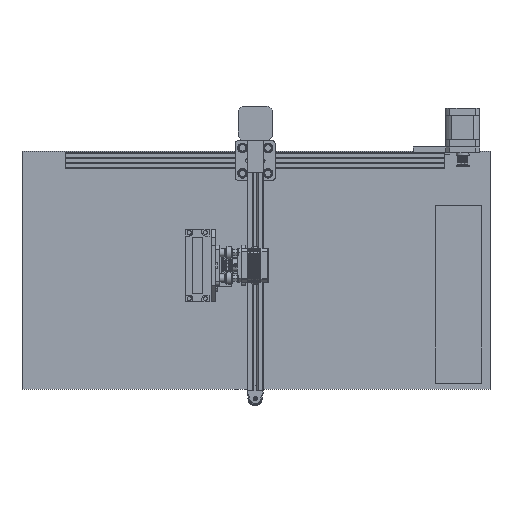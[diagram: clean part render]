
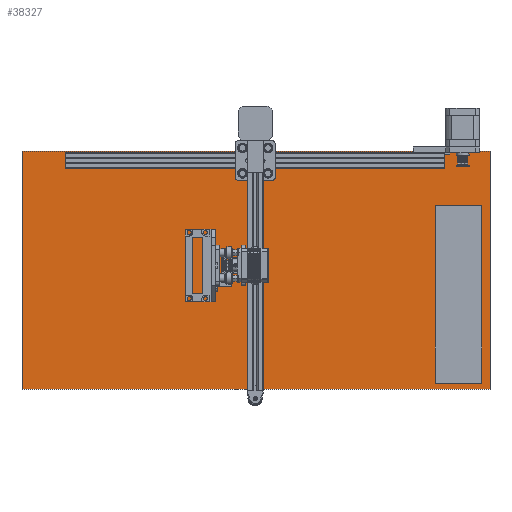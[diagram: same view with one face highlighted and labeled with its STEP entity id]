
A CAD part, top view. The second image highlights one B-rep face of the part: STEP entity #38327.
In plain terms, the highlighted planar face has unit normal (0, 0, 1).
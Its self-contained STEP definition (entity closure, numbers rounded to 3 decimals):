
#3660=LINE('',#65101,#6704);
#3663=LINE('',#65107,#6707);
#3666=LINE('',#65113,#6710);
#3669=LINE('',#65117,#6713);
#6704=VECTOR('',#52146,10.);
#6707=VECTOR('',#52151,10.);
#6710=VECTOR('',#52156,10.);
#6713=VECTOR('',#52161,10.);
#9619=FACE_OUTER_BOUND('',#11982,.T.);
#11982=EDGE_LOOP('',(#31374,#31375,#31376,#31377));
#17507=VERTEX_POINT('',#65098);
#17508=VERTEX_POINT('',#65100);
#17510=VERTEX_POINT('',#65106);
#17512=VERTEX_POINT('',#65112);
#22345=EDGE_CURVE('',#17508,#17507,#3660,.T.);
#22348=EDGE_CURVE('',#17510,#17508,#3663,.T.);
#22351=EDGE_CURVE('',#17512,#17510,#3666,.T.);
#22354=EDGE_CURVE('',#17507,#17512,#3669,.T.);
#31374=ORIENTED_EDGE('',*,*,#22354,.T.);
#31375=ORIENTED_EDGE('',*,*,#22351,.T.);
#31376=ORIENTED_EDGE('',*,*,#22348,.T.);
#31377=ORIENTED_EDGE('',*,*,#22345,.T.);
#36315=PLANE('',#42464);
#38327=ADVANCED_FACE('',(#9619),#36315,.T.);
#42464=AXIS2_PLACEMENT_3D('',#65118,#52162,#52163);
#52146=DIRECTION('',(0.,-1.,0.));
#52151=DIRECTION('',(-1.,0.,0.));
#52156=DIRECTION('',(0.,1.,0.));
#52161=DIRECTION('',(1.,0.,0.));
#52162=DIRECTION('center_axis',(0.,0.,1.));
#52163=DIRECTION('ref_axis',(1.,0.,0.));
#65098=CARTESIAN_POINT('',(-290.,-147.5,12.3));
#65100=CARTESIAN_POINT('',(-290.,147.5,12.3));
#65101=CARTESIAN_POINT('',(-290.,-147.5,12.3));
#65106=CARTESIAN_POINT('',(290.,147.5,12.3));
#65107=CARTESIAN_POINT('',(-290.,147.5,12.3));
#65112=CARTESIAN_POINT('',(290.,-147.5,12.3));
#65113=CARTESIAN_POINT('',(290.,147.5,12.3));
#65117=CARTESIAN_POINT('',(290.,-147.5,12.3));
#65118=CARTESIAN_POINT('Origin',(0.,0.,12.3));
